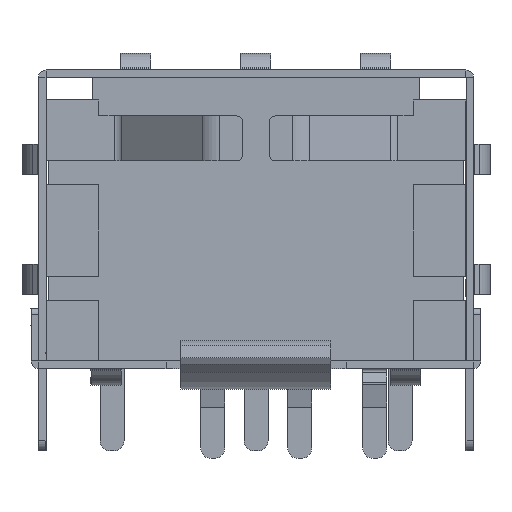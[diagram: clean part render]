
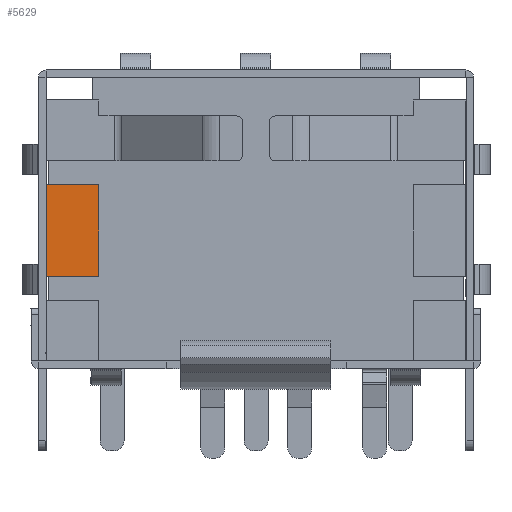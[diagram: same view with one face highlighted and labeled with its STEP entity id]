
A CAD part, left-side view. The second image highlights one B-rep face of the part: STEP entity #5629.
In plain terms, the highlighted planar face has unit normal (-1, 0, 0).
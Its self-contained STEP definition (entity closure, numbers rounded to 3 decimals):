
#266 = CARTESIAN_POINT ( 'NONE',  ( 18.129, 0., 3.082 ) ) ;
#371 = LINE ( 'NONE', #266, #10696 ) ;
#2063 = ORIENTED_EDGE ( 'NONE', *, *, #3885, .F. ) ;
#3165 = DIRECTION ( 'NONE',  ( 0., 0., -1. ) ) ;
#3483 = CARTESIAN_POINT ( 'NONE',  ( 18.129, 5.25, 6.118 ) ) ;
#3686 = CARTESIAN_POINT ( 'NONE',  ( 18.129, 6.999, 6.118 ) ) ;
#3885 = EDGE_CURVE ( 'NONE', #7916, #19633, #371, .T. ) ;
#4306 = CARTESIAN_POINT ( 'NONE',  ( 18.129, 0., 6.118 ) ) ;
#5629 = ADVANCED_FACE ( 'NONE', ( #13957 ), #12706, .F. ) ;
#6591 = VERTEX_POINT ( 'NONE', #3686 ) ;
#7468 = VECTOR ( 'NONE', #3165, 1000. ) ;
#7494 = AXIS2_PLACEMENT_3D ( 'NONE', #23982, #24463, #16720 ) ;
#7916 = VERTEX_POINT ( 'NONE', #21265 ) ;
#7951 = LINE ( 'NONE', #17732, #22832 ) ;
#8024 = DIRECTION ( 'NONE',  ( 0., 1., 0. ) ) ;
#9011 = VECTOR ( 'NONE', #11959, 1000. ) ;
#10696 = VECTOR ( 'NONE', #8024, 1000. ) ;
#10904 = ORIENTED_EDGE ( 'NONE', *, *, #16403, .F. ) ;
#11336 = ORIENTED_EDGE ( 'NONE', *, *, #11402, .F. ) ;
#11402 = EDGE_CURVE ( 'NONE', #19633, #6591, #7951, .T. ) ;
#11828 = LINE ( 'NONE', #4306, #9011 ) ;
#11959 = DIRECTION ( 'NONE',  ( 0., -1., 0. ) ) ;
#12706 = PLANE ( 'NONE',  #7494 ) ;
#13957 = FACE_OUTER_BOUND ( 'NONE', #24049, .T. ) ;
#15850 = VERTEX_POINT ( 'NONE', #3483 ) ;
#15860 = DIRECTION ( 'NONE',  ( 0., 0., 1. ) ) ;
#16403 = EDGE_CURVE ( 'NONE', #15850, #7916, #18723, .T. ) ;
#16720 = DIRECTION ( 'NONE',  ( 0., 1., 0. ) ) ;
#17732 = CARTESIAN_POINT ( 'NONE',  ( 18.129, 6.999, 0.25 ) ) ;
#18723 = LINE ( 'NONE', #24106, #7468 ) ;
#19633 = VERTEX_POINT ( 'NONE', #22434 ) ;
#21265 = CARTESIAN_POINT ( 'NONE',  ( 18.129, 5.25, 3.082 ) ) ;
#21754 = ORIENTED_EDGE ( 'NONE', *, *, #23549, .F. ) ;
#22434 = CARTESIAN_POINT ( 'NONE',  ( 18.129, 6.999, 3.082 ) ) ;
#22832 = VECTOR ( 'NONE', #15860, 1000. ) ;
#23549 = EDGE_CURVE ( 'NONE', #6591, #15850, #11828, .T. ) ;
#23982 = CARTESIAN_POINT ( 'NONE',  ( 18.129, 0., 9.95 ) ) ;
#24049 = EDGE_LOOP ( 'NONE', ( #21754, #11336, #2063, #10904 ) ) ;
#24106 = CARTESIAN_POINT ( 'NONE',  ( 18.129, 5.25, 0.25 ) ) ;
#24463 = DIRECTION ( 'NONE',  ( 1., 0., 0. ) ) ;
